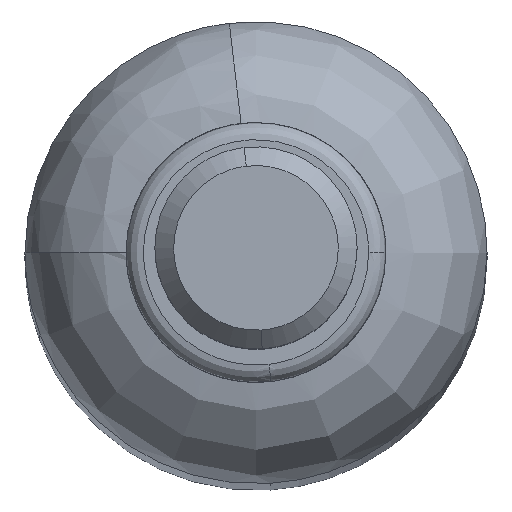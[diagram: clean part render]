
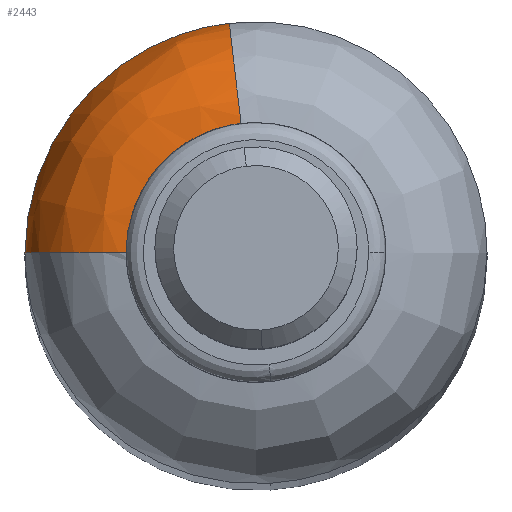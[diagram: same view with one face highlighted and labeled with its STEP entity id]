
A CAD part, top view. The second image highlights one B-rep face of the part: STEP entity #2443.
In plain terms, the highlighted free-form (B-spline) face has degree [2, 2] with [7, 3] control points.
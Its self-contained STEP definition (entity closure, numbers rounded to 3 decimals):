
#1211=CARTESIAN_POINT('',(-4.,0.0,-2.0));
#1212=VERTEX_POINT('',#1211);
#1226=CARTESIAN_POINT('',(-0.462,3.973,-2.));
#1227=VERTEX_POINT('',#1226);
#1228=CARTESIAN_POINT('',(-4.,0.0,-2.0));
#1229=CARTESIAN_POINT('',(-4.,3.562,-2.));
#1230=CARTESIAN_POINT('',(-0.462,3.973,-2.));
#1238=(BOUNDED_CURVE()B_SPLINE_CURVE(2,(#1228,#1229,#1230),.UNSPECIFIED.,.F.,.U.)B_SPLINE_CURVE_WITH_KNOTS((3,3),(0.0,0.23),.UNSPECIFIED.)CURVE()GEOMETRIC_REPRESENTATION_ITEM()RATIONAL_B_SPLINE_CURVE((1.0,0.731,0.957))REPRESENTATION_ITEM(''));
#1239=EDGE_CURVE('',#1212,#1227,#1238,.T.);
#2328=CARTESIAN_POINT('',(-0.231,1.987,0.));
#2329=VERTEX_POINT('',#2328);
#2330=CARTESIAN_POINT('',(-0.462,3.973,-2.));
#2331=CARTESIAN_POINT('',(-0.462,3.973,0.));
#2332=CARTESIAN_POINT('',(-0.231,1.987,0.));
#2340=(BOUNDED_CURVE()B_SPLINE_CURVE(2,(#2330,#2331,#2332),.UNSPECIFIED.,.F.,.U.)B_SPLINE_CURVE_WITH_KNOTS((3,3),(0.5,0.75),.UNSPECIFIED.)CURVE()GEOMETRIC_REPRESENTATION_ITEM()RATIONAL_B_SPLINE_CURVE((0.957,0.677,0.957))REPRESENTATION_ITEM(''));
#2341=EDGE_CURVE('',#1227,#2329,#2340,.T.);
#2360=CARTESIAN_POINT('',(-2.,0.0,0.));
#2361=VERTEX_POINT('',#2360);
#2377=CARTESIAN_POINT('',(-4.,0.0,-2.0));
#2378=CARTESIAN_POINT('',(-4.,0.0,0.));
#2379=CARTESIAN_POINT('',(-2.,0.0,0.));
#2387=(BOUNDED_CURVE()B_SPLINE_CURVE(2,(#2377,#2378,#2379),.UNSPECIFIED.,.F.,.U.)B_SPLINE_CURVE_WITH_KNOTS((3,3),(0.5,0.75),.UNSPECIFIED.)CURVE()GEOMETRIC_REPRESENTATION_ITEM()RATIONAL_B_SPLINE_CURVE((1.0,0.707,1.))REPRESENTATION_ITEM(''));
#2388=EDGE_CURVE('',#1212,#2361,#2387,.T.);
#2396=CARTESIAN_POINT('',(-3.997,0.0,-2.114));
#2397=CARTESIAN_POINT('',(-4.,0.0,-2.057));
#2398=CARTESIAN_POINT('',(-4.,0.0,-2.0));
#2399=CARTESIAN_POINT('',(-4.,0.0,0.));
#2400=CARTESIAN_POINT('',(-2.,0.0,0.));
#2401=CARTESIAN_POINT('',(-1.928,0.0,0.));
#2402=CARTESIAN_POINT('',(-1.857,0.0,-0.005));
#2403=CARTESIAN_POINT('',(-3.997,3.559,-2.114));
#2404=CARTESIAN_POINT('',(-4.,3.562,-2.057));
#2405=CARTESIAN_POINT('',(-4.,3.562,-2.));
#2406=CARTESIAN_POINT('',(-4.,3.562,0.));
#2407=CARTESIAN_POINT('',(-2.,1.781,0.));
#2408=CARTESIAN_POINT('',(-1.928,1.717,0.));
#2409=CARTESIAN_POINT('',(-1.857,1.653,-0.005));
#2410=CARTESIAN_POINT('',(-0.461,3.97,-2.114));
#2411=CARTESIAN_POINT('',(-0.462,3.973,-2.057));
#2412=CARTESIAN_POINT('',(-0.462,3.973,-2.));
#2413=CARTESIAN_POINT('',(-0.462,3.973,0.));
#2414=CARTESIAN_POINT('',(-0.231,1.987,0.));
#2415=CARTESIAN_POINT('',(-0.223,1.915,0.));
#2416=CARTESIAN_POINT('',(-0.214,1.844,-0.005));
#2424=(BOUNDED_SURFACE()B_SPLINE_SURFACE(2,2,((#2396,#2403,#2410),(#2397,#2404,#2411),(#2398,#2405,#2412),(#2399,#2406,#2413),(#2400,#2407,#2414),(#2401,#2408,#2415),(#2402,#2409,#2416)),.UNSPECIFIED.,.F.,.F.,.U.)B_SPLINE_SURFACE_WITH_KNOTS((3,2,2,3),(3,3),(0.0,0.133,3.446,3.612),(0.0,6.091),.UNSPECIFIED.)GEOMETRIC_REPRESENTATION_ITEM()RATIONAL_B_SPLINE_SURFACE(((0.978,0.714,0.935),(0.988,0.722,0.946),(1.0,0.731,0.957),(0.707,0.517,0.677),(1.0,0.731,0.957),(0.985,0.72,0.943),(0.972,0.71,0.93)))REPRESENTATION_ITEM('')SURFACE());
#2425=ORIENTED_EDGE('',*,*,#1239,.F.);
#2426=ORIENTED_EDGE('',*,*,#2388,.T.);
#2427=CARTESIAN_POINT('',(-2.,0.0,0.));
#2428=CARTESIAN_POINT('',(-2.,1.781,0.0));
#2429=CARTESIAN_POINT('',(-0.231,1.987,0.));
#2437=(BOUNDED_CURVE()B_SPLINE_CURVE(2,(#2427,#2428,#2429),.UNSPECIFIED.,.F.,.U.)B_SPLINE_CURVE_WITH_KNOTS((3,3),(0.0,0.23),.UNSPECIFIED.)CURVE()GEOMETRIC_REPRESENTATION_ITEM()RATIONAL_B_SPLINE_CURVE((1.0,0.731,0.957))REPRESENTATION_ITEM(''));
#2438=EDGE_CURVE('',#2361,#2329,#2437,.T.);
#2439=ORIENTED_EDGE('',*,*,#2438,.T.);
#2440=ORIENTED_EDGE('',*,*,#2341,.F.);
#2441=EDGE_LOOP('',(#2425,#2426,#2439,#2440));
#2442=FACE_OUTER_BOUND('',#2441,.T.);
#2443=ADVANCED_FACE('',(#2442),#2424,.T.);
